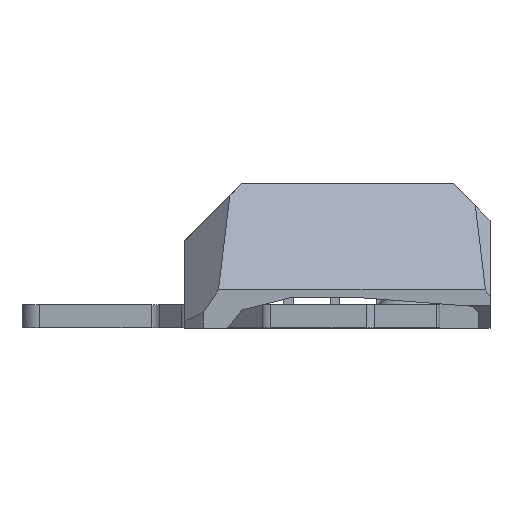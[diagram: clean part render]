
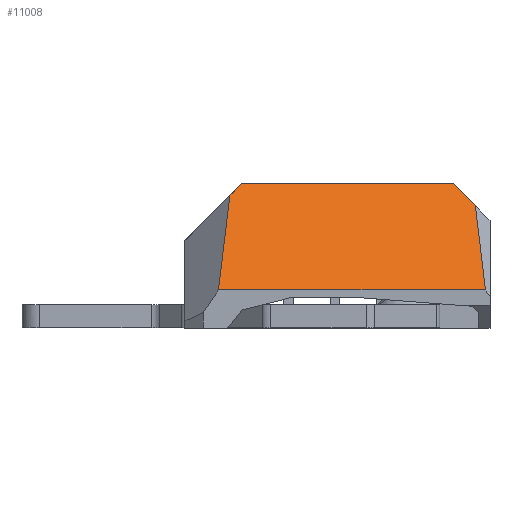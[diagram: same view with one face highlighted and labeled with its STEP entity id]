
A CAD part, front view. The second image highlights one B-rep face of the part: STEP entity #11008.
In plain terms, the highlighted planar face has unit normal (0, -0.796, 0.606).
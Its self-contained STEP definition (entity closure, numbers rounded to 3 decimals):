
#24 = DIRECTION ( 'NONE',  ( 0.095, -0.603, -0.792 ) ) ;
#41 = EDGE_CURVE ( 'NONE', #16951, #1689, #7675, .T. ) ;
#265 = ORIENTED_EDGE ( 'NONE', *, *, #41, .T. ) ;
#619 = EDGE_CURVE ( 'NONE', #12399, #3108, #6565, .T. ) ;
#747 = ORIENTED_EDGE ( 'NONE', *, *, #619, .F. ) ;
#760 = ORIENTED_EDGE ( 'NONE', *, *, #5436, .F. ) ;
#892 = AXIS2_PLACEMENT_3D ( 'NONE', #6471, #901, #4933 ) ;
#901 = DIRECTION ( 'NONE',  ( 0., 0.796, -0.606 ) ) ;
#945 = EDGE_LOOP ( 'NONE', ( #760, #11826, #747, #1313, #265, #15654 ) ) ;
#1085 = PLANE ( 'NONE',  #892 ) ;
#1313 = ORIENTED_EDGE ( 'NONE', *, *, #15317, .F. ) ;
#1689 = VERTEX_POINT ( 'NONE', #3349 ) ;
#2581 = CARTESIAN_POINT ( 'NONE',  ( -146.762, 72.217, 153.201 ) ) ;
#3108 = VERTEX_POINT ( 'NONE', #9095 ) ;
#3118 = VERTEX_POINT ( 'NONE', #6482 ) ;
#3349 = CARTESIAN_POINT ( 'NONE',  ( -142.736, 86.521, 172. ) ) ;
#3870 = CARTESIAN_POINT ( 'NONE',  ( -101.072, 75.535, 157.561 ) ) ;
#4560 = CARTESIAN_POINT ( 'NONE',  ( -106.176, 86.521, 172. ) ) ;
#4933 = DIRECTION ( 'NONE',  ( 0., 0.606, 0.796 ) ) ;
#4953 = VECTOR ( 'NONE', #6152, 1000. ) ;
#5436 = EDGE_CURVE ( 'NONE', #3118, #15414, #15957, .T. ) ;
#6152 = DIRECTION ( 'NONE',  ( -1., 0., 0. ) ) ;
#6375 = CARTESIAN_POINT ( 'NONE',  ( -144.739, 84.997, 169.997 ) ) ;
#6396 = CARTESIAN_POINT ( 'NONE',  ( -102.35, 83.61, 168.174 ) ) ;
#6471 = CARTESIAN_POINT ( 'NONE',  ( -152.498, 72.55, 153.638 ) ) ;
#6482 = CARTESIAN_POINT ( 'NONE',  ( -146.709, 72.55, 153.638 ) ) ;
#6565 = LINE ( 'NONE', #3870, #7879 ) ;
#7364 = LINE ( 'NONE', #13920, #13821 ) ;
#7650 = CARTESIAN_POINT ( 'NONE',  ( -112.896, 91.634, 178.72 ) ) ;
#7675 = LINE ( 'NONE', #7764, #4953 ) ;
#7764 = CARTESIAN_POINT ( 'NONE',  ( 0., 86.521, 172. ) ) ;
#7879 = VECTOR ( 'NONE', #24, 1000. ) ;
#8419 = DIRECTION ( 'NONE',  ( 1., 0., 0. ) ) ;
#9095 = CARTESIAN_POINT ( 'NONE',  ( -100.599, 72.55, 153.638 ) ) ;
#10176 = EDGE_CURVE ( 'NONE', #15414, #1689, #7364, .T. ) ;
#10520 = VECTOR ( 'NONE', #10852, 1000. ) ;
#10701 = LINE ( 'NONE', #7650, #11840 ) ;
#10852 = DIRECTION ( 'NONE',  ( 0.095, 0.603, 0.792 ) ) ;
#11008 = ADVANCED_FACE ( 'NONE', ( #13038 ), #1085, .F. ) ;
#11826 = ORIENTED_EDGE ( 'NONE', *, *, #13389, .T. ) ;
#11840 = VECTOR ( 'NONE', #13121, 1000. ) ;
#12399 = VERTEX_POINT ( 'NONE', #6396 ) ;
#12753 = DIRECTION ( 'NONE',  ( 0.623, 0.474, 0.623 ) ) ;
#13038 = FACE_OUTER_BOUND ( 'NONE', #945, .T. ) ;
#13121 = DIRECTION ( 'NONE',  ( 0.623, -0.474, -0.623 ) ) ;
#13389 = EDGE_CURVE ( 'NONE', #3118, #3108, #16660, .T. ) ;
#13821 = VECTOR ( 'NONE', #12753, 1000. ) ;
#13920 = CARTESIAN_POINT ( 'NONE',  ( -157.763, 75.088, 156.973 ) ) ;
#15317 = EDGE_CURVE ( 'NONE', #16951, #12399, #10701, .T. ) ;
#15414 = VERTEX_POINT ( 'NONE', #6375 ) ;
#15654 = ORIENTED_EDGE ( 'NONE', *, *, #10176, .F. ) ;
#15957 = LINE ( 'NONE', #2581, #10520 ) ;
#16576 = CARTESIAN_POINT ( 'NONE',  ( -152.498, 72.55, 153.638 ) ) ;
#16660 = LINE ( 'NONE', #16576, #17560 ) ;
#16951 = VERTEX_POINT ( 'NONE', #4560 ) ;
#17560 = VECTOR ( 'NONE', #8419, 1000. ) ;
